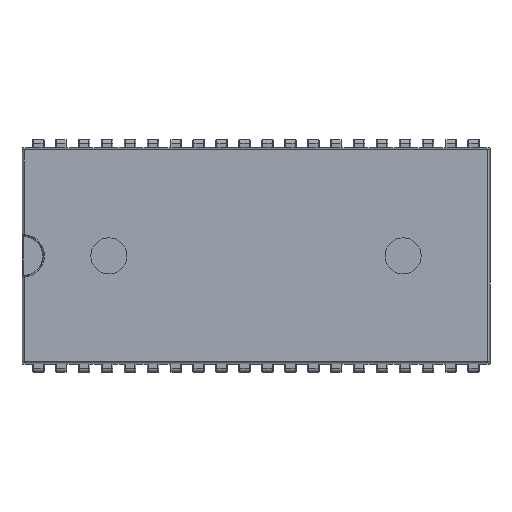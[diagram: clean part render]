
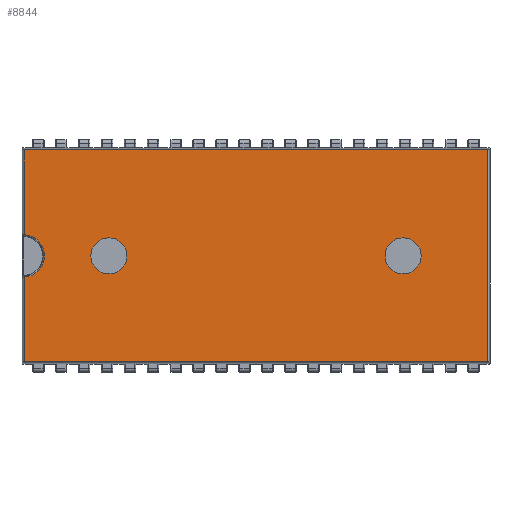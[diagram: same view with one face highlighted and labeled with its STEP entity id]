
A CAD part, top view. The second image highlights one B-rep face of the part: STEP entity #8844.
In plain terms, the highlighted planar face has unit normal (0, 0, 1).
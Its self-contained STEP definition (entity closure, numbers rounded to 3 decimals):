
#183=FACE_BOUND('',#1262,.T.);
#184=FACE_BOUND('',#1263,.T.);
#391=PLANE('',#9706);
#791=FACE_OUTER_BOUND('',#1261,.T.);
#1261=EDGE_LOOP('',(#7162,#7163,#7164,#7165,#7166,#7167));
#1262=EDGE_LOOP('',(#7168));
#1263=EDGE_LOOP('',(#7169));
#2284=LINE('',#15322,#3144);
#2285=LINE('',#15326,#3145);
#2286=LINE('',#15328,#3146);
#2287=LINE('',#15330,#3147);
#2288=LINE('',#15331,#3148);
#3144=VECTOR('',#12032,10.);
#3145=VECTOR('',#12037,10.);
#3146=VECTOR('',#12038,10.);
#3147=VECTOR('',#12039,10.);
#3148=VECTOR('',#12040,10.);
#3458=CIRCLE('',#9696,2.35);
#3463=CIRCLE('',#9707,2.);
#3464=CIRCLE('',#9708,2.);
#4287=VERTEX_POINT('',#15278);
#4288=VERTEX_POINT('',#15280);
#4294=VERTEX_POINT('',#15321);
#4295=VERTEX_POINT('',#15325);
#4296=VERTEX_POINT('',#15327);
#4297=VERTEX_POINT('',#15329);
#4298=VERTEX_POINT('',#15332);
#4299=VERTEX_POINT('',#15334);
#5446=EDGE_CURVE('',#4288,#4287,#3458,.T.);
#5456=EDGE_CURVE('',#4287,#4294,#2284,.T.);
#5458=EDGE_CURVE('',#4295,#4288,#2285,.T.);
#5459=EDGE_CURVE('',#4296,#4295,#2286,.T.);
#5460=EDGE_CURVE('',#4297,#4296,#2287,.T.);
#5461=EDGE_CURVE('',#4294,#4297,#2288,.T.);
#5462=EDGE_CURVE('',#4298,#4298,#3463,.T.);
#5463=EDGE_CURVE('',#4299,#4299,#3464,.T.);
#7162=ORIENTED_EDGE('',*,*,#5446,.F.);
#7163=ORIENTED_EDGE('',*,*,#5458,.F.);
#7164=ORIENTED_EDGE('',*,*,#5459,.F.);
#7165=ORIENTED_EDGE('',*,*,#5460,.F.);
#7166=ORIENTED_EDGE('',*,*,#5461,.F.);
#7167=ORIENTED_EDGE('',*,*,#5456,.F.);
#7168=ORIENTED_EDGE('',*,*,#5462,.T.);
#7169=ORIENTED_EDGE('',*,*,#5463,.T.);
#8844=ADVANCED_FACE('',(#791,#183,#184),#391,.T.);
#9696=AXIS2_PLACEMENT_3D('',#15282,#12009,#12010);
#9706=AXIS2_PLACEMENT_3D('',#15324,#12035,#12036);
#9707=AXIS2_PLACEMENT_3D('',#15333,#12041,#12042);
#9708=AXIS2_PLACEMENT_3D('',#15335,#12043,#12044);
#12009=DIRECTION('center_axis',(0.,0.,1.));
#12010=DIRECTION('ref_axis',(1.,0.,0.));
#12032=DIRECTION('',(0.,1.,0.));
#12035=DIRECTION('center_axis',(0.,0.,1.));
#12036=DIRECTION('ref_axis',(1.,0.,0.));
#12037=DIRECTION('',(0.,1.,0.));
#12038=DIRECTION('',(-1.,0.,0.));
#12039=DIRECTION('',(0.,-1.,0.));
#12040=DIRECTION('',(1.,0.,0.));
#12041=DIRECTION('center_axis',(0.,0.,-1.));
#12042=DIRECTION('ref_axis',(-1.,0.,0.));
#12043=DIRECTION('center_axis',(0.,0.,-1.));
#12044=DIRECTION('ref_axis',(-1.,0.,0.));
#15278=CARTESIAN_POINT('',(-0.772,15.328,3.85));
#15280=CARTESIAN_POINT('',(-0.772,10.632,3.85));
#15282=CARTESIAN_POINT('Origin',(-0.865,12.98,3.85));
#15321=CARTESIAN_POINT('',(-0.772,24.732,3.85));
#15322=CARTESIAN_POINT('',(-0.772,15.975,3.85));
#15324=CARTESIAN_POINT('Origin',(24.938,12.98,3.85));
#15325=CARTESIAN_POINT('',(-0.772,1.228,3.85));
#15326=CARTESIAN_POINT('',(-0.772,15.975,3.85));
#15327=CARTESIAN_POINT('',(50.647,1.228,3.85));
#15328=CARTESIAN_POINT('',(18.453,1.228,3.85));
#15329=CARTESIAN_POINT('',(50.647,24.732,3.85));
#15330=CARTESIAN_POINT('',(50.647,9.985,3.85));
#15331=CARTESIAN_POINT('',(31.422,24.732,3.85));
#15332=CARTESIAN_POINT('',(43.24,12.98,3.85));
#15333=CARTESIAN_POINT('Origin',(41.24,12.98,3.85));
#15334=CARTESIAN_POINT('',(10.635,12.98,3.85));
#15335=CARTESIAN_POINT('Origin',(8.635,12.98,3.85));
